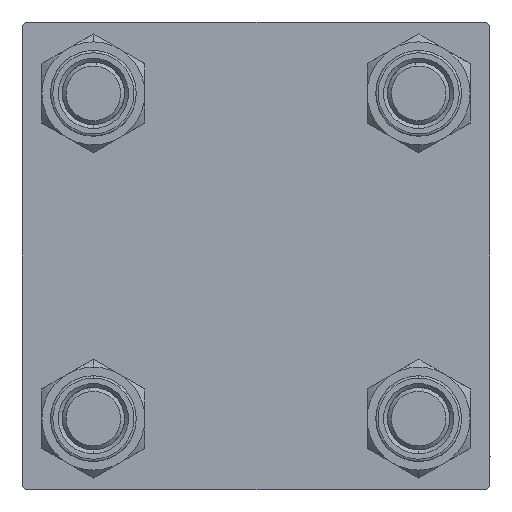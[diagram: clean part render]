
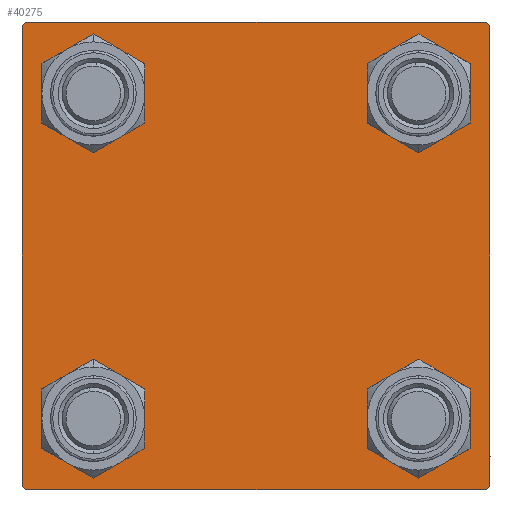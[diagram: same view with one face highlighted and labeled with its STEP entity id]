
A CAD part, left-side view. The second image highlights one B-rep face of the part: STEP entity #40275.
In plain terms, the highlighted planar face has unit normal (-1, 0, 0).
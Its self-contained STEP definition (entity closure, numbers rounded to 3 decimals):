
#2 = VERTEX_POINT ( 'NONE', #44456 ) ;
#20 = CARTESIAN_POINT ( 'NONE',  ( 0., 30., -29.5 ) ) ;
#975 = FACE_BOUND ( 'NONE', #6032, .T. ) ;
#1547 = DIRECTION ( 'NONE',  ( 0., 0., 1. ) ) ;
#1799 = CARTESIAN_POINT ( 'NONE',  ( 0., 20.85, -16.35 ) ) ;
#1848 = ORIENTED_EDGE ( 'NONE', *, *, #40397, .T. ) ;
#2282 = LINE ( 'NONE', #33285, #41470 ) ;
#2633 = CARTESIAN_POINT ( 'NONE',  ( 0., 29.75, -29.75 ) ) ;
#2866 = DIRECTION ( 'NONE',  ( 1., 0., 0. ) ) ;
#2885 = CARTESIAN_POINT ( 'NONE',  ( 0., -30., 29.5 ) ) ;
#3082 = CARTESIAN_POINT ( 'NONE',  ( 0., -20.85, -20.85 ) ) ;
#3088 = CARTESIAN_POINT ( 'NONE',  ( 0., 20.85, 20.85 ) ) ;
#3225 = CARTESIAN_POINT ( 'NONE',  ( 0., 29.75, 29.75 ) ) ;
#3341 = EDGE_LOOP ( 'NONE', ( #21689, #39574, #23734, #22001, #11976, #18922, #26723, #1848 ) ) ;
#4649 = VECTOR ( 'NONE', #44662, 1000. ) ;
#4664 = CARTESIAN_POINT ( 'NONE',  ( 0., 30., 30. ) ) ;
#4781 = FACE_OUTER_BOUND ( 'NONE', #3341, .T. ) ;
#5893 = DIRECTION ( 'NONE',  ( 0., 0., 1. ) ) ;
#6032 = EDGE_LOOP ( 'NONE', ( #43225, #16213 ) ) ;
#7507 = CARTESIAN_POINT ( 'NONE',  ( 0., 30., 30. ) ) ;
#7665 = CIRCLE ( 'NONE', #49046, 4.5 ) ;
#8591 = FACE_BOUND ( 'NONE', #48717, .T. ) ;
#8640 = CARTESIAN_POINT ( 'NONE',  ( 0., -20.85, -25.35 ) ) ;
#9821 = EDGE_CURVE ( 'NONE', #42254, #48905, #40661, .T. ) ;
#10182 = EDGE_CURVE ( 'NONE', #2, #29529, #2282, .T. ) ;
#10209 = DIRECTION ( 'NONE',  ( 0., 0., 1. ) ) ;
#10480 = DIRECTION ( 'NONE',  ( 1., 0., 0. ) ) ;
#11099 = EDGE_CURVE ( 'NONE', #47412, #28770, #14748, .T. ) ;
#11536 = EDGE_LOOP ( 'NONE', ( #33224, #22986 ) ) ;
#11593 = VERTEX_POINT ( 'NONE', #27367 ) ;
#11976 = ORIENTED_EDGE ( 'NONE', *, *, #37576, .F. ) ;
#12045 = DIRECTION ( 'NONE',  ( 0., -1., 0. ) ) ;
#12085 = EDGE_CURVE ( 'NONE', #21300, #2, #44051, .T. ) ;
#12204 = EDGE_CURVE ( 'NONE', #29529, #22912, #30300, .T. ) ;
#13138 = VECTOR ( 'NONE', #22209, 1000. ) ;
#13682 = CIRCLE ( 'NONE', #18557, 4.5 ) ;
#14023 = CARTESIAN_POINT ( 'NONE',  ( 0., -20.85, 20.85 ) ) ;
#14190 = CARTESIAN_POINT ( 'NONE',  ( 0., -29.75, 29.75 ) ) ;
#14280 = DIRECTION ( 'NONE',  ( 1., 0., 0. ) ) ;
#14748 = CIRCLE ( 'NONE', #23687, 4.5 ) ;
#14750 = EDGE_CURVE ( 'NONE', #42820, #21300, #22777, .T. ) ;
#15255 = EDGE_CURVE ( 'NONE', #42657, #27083, #40690, .T. ) ;
#16213 = ORIENTED_EDGE ( 'NONE', *, *, #43019, .T. ) ;
#16462 = ORIENTED_EDGE ( 'NONE', *, *, #9821, .T. ) ;
#16517 = CARTESIAN_POINT ( 'NONE',  ( 0., 20.85, 25.35 ) ) ;
#18391 = CARTESIAN_POINT ( 'NONE',  ( 0., -29.75, -29.75 ) ) ;
#18557 = AXIS2_PLACEMENT_3D ( 'NONE', #41071, #24830, #40815 ) ;
#18753 = LINE ( 'NONE', #14190, #41843 ) ;
#18808 = AXIS2_PLACEMENT_3D ( 'NONE', #14023, #44516, #5893 ) ;
#18922 = ORIENTED_EDGE ( 'NONE', *, *, #29109, .T. ) ;
#18997 = DIRECTION ( 'NONE',  ( 0., 0., -1. ) ) ;
#20293 = PLANE ( 'NONE',  #40321 ) ;
#20540 = CARTESIAN_POINT ( 'NONE',  ( 0., 20.85, 20.85 ) ) ;
#20864 = CIRCLE ( 'NONE', #47607, 4.5 ) ;
#21300 = VERTEX_POINT ( 'NONE', #20 ) ;
#21689 = ORIENTED_EDGE ( 'NONE', *, *, #14750, .T. ) ;
#22001 = ORIENTED_EDGE ( 'NONE', *, *, #12204, .T. ) ;
#22209 = DIRECTION ( 'NONE',  ( 0., -0.707, 0.707 ) ) ;
#22777 = LINE ( 'NONE', #7507, #46360 ) ;
#22815 = CARTESIAN_POINT ( 'NONE',  ( 0., -30., 30. ) ) ;
#22912 = VERTEX_POINT ( 'NONE', #47782 ) ;
#22986 = ORIENTED_EDGE ( 'NONE', *, *, #31180, .T. ) ;
#23003 = CARTESIAN_POINT ( 'NONE',  ( 0., -29.5, -30. ) ) ;
#23687 = AXIS2_PLACEMENT_3D ( 'NONE', #24182, #32293, #1547 ) ;
#23734 = ORIENTED_EDGE ( 'NONE', *, *, #10182, .T. ) ;
#24182 = CARTESIAN_POINT ( 'NONE',  ( 0., 20.85, -20.85 ) ) ;
#24830 = DIRECTION ( 'NONE',  ( 1., 0., 0. ) ) ;
#24838 = VERTEX_POINT ( 'NONE', #2885 ) ;
#25592 = VECTOR ( 'NONE', #12045, 1000. ) ;
#26128 = DIRECTION ( 'NONE',  ( 0., 0.707, 0.707 ) ) ;
#26628 = CIRCLE ( 'NONE', #47692, 4.5 ) ;
#26723 = ORIENTED_EDGE ( 'NONE', *, *, #36048, .F. ) ;
#27083 = VERTEX_POINT ( 'NONE', #40529 ) ;
#27367 = CARTESIAN_POINT ( 'NONE',  ( 0., -20.85, -16.35 ) ) ;
#27904 = DIRECTION ( 'NONE',  ( 0., 0., 1. ) ) ;
#27907 = FACE_BOUND ( 'NONE', #11536, .T. ) ;
#28770 = VERTEX_POINT ( 'NONE', #1799 ) ;
#29109 = EDGE_CURVE ( 'NONE', #24838, #32911, #18753, .T. ) ;
#29529 = VERTEX_POINT ( 'NONE', #23003 ) ;
#29802 = CARTESIAN_POINT ( 'NONE',  ( 0., 29.5, 30. ) ) ;
#29859 = CARTESIAN_POINT ( 'NONE',  ( 0., -29.5, 30. ) ) ;
#30137 = DIRECTION ( 'NONE',  ( 0., 0., -1. ) ) ;
#30159 = LINE ( 'NONE', #3225, #4649 ) ;
#30300 = LINE ( 'NONE', #18391, #13138 ) ;
#31180 = EDGE_CURVE ( 'NONE', #27083, #42657, #20864, .T. ) ;
#31665 = EDGE_CURVE ( 'NONE', #48905, #42254, #40440, .T. ) ;
#31965 = CARTESIAN_POINT ( 'NONE',  ( 0., 0., 0. ) ) ;
#32089 = LINE ( 'NONE', #4664, #25592 ) ;
#32293 = DIRECTION ( 'NONE',  ( 1., 0., 0. ) ) ;
#32331 = AXIS2_PLACEMENT_3D ( 'NONE', #20540, #32462, #27904 ) ;
#32462 = DIRECTION ( 'NONE',  ( 1., 0., 0. ) ) ;
#32911 = VERTEX_POINT ( 'NONE', #29859 ) ;
#33132 = EDGE_CURVE ( 'NONE', #11593, #46041, #7665, .T. ) ;
#33224 = ORIENTED_EDGE ( 'NONE', *, *, #15255, .T. ) ;
#33285 = CARTESIAN_POINT ( 'NONE',  ( 0., 30., -30. ) ) ;
#34185 = AXIS2_PLACEMENT_3D ( 'NONE', #3088, #14280, #37399 ) ;
#35090 = VECTOR ( 'NONE', #48107, 1000. ) ;
#36023 = DIRECTION ( 'NONE',  ( 0., 0., 1. ) ) ;
#36048 = EDGE_CURVE ( 'NONE', #36904, #32911, #32089, .T. ) ;
#36126 = CARTESIAN_POINT ( 'NONE',  ( 0., 30., 29.5 ) ) ;
#36904 = VERTEX_POINT ( 'NONE', #29802 ) ;
#36949 = CARTESIAN_POINT ( 'NONE',  ( 0., -20.85, 25.35 ) ) ;
#36970 = VECTOR ( 'NONE', #18997, 1000. ) ;
#37352 = ORIENTED_EDGE ( 'NONE', *, *, #11099, .T. ) ;
#37399 = DIRECTION ( 'NONE',  ( 0., 0., 1. ) ) ;
#37404 = CARTESIAN_POINT ( 'NONE',  ( 0., -20.85, 20.85 ) ) ;
#37469 = ORIENTED_EDGE ( 'NONE', *, *, #43710, .T. ) ;
#37576 = EDGE_CURVE ( 'NONE', #24838, #22912, #46171, .T. ) ;
#37672 = CARTESIAN_POINT ( 'NONE',  ( 0., -20.85, -20.85 ) ) ;
#39574 = ORIENTED_EDGE ( 'NONE', *, *, #12085, .T. ) ;
#40275 = ADVANCED_FACE ( 'NONE', ( #27907, #975, #43390, #8591, #4781 ), #20293, .T. ) ;
#40321 = AXIS2_PLACEMENT_3D ( 'NONE', #31965, #47459, #36023 ) ;
#40397 = EDGE_CURVE ( 'NONE', #36904, #42820, #30159, .T. ) ;
#40440 = CIRCLE ( 'NONE', #32331, 4.5 ) ;
#40529 = CARTESIAN_POINT ( 'NONE',  ( 0., -20.85, 16.35 ) ) ;
#40661 = CIRCLE ( 'NONE', #34185, 4.5 ) ;
#40690 = CIRCLE ( 'NONE', #18808, 4.5 ) ;
#40815 = DIRECTION ( 'NONE',  ( 0., 0., 1. ) ) ;
#41071 = CARTESIAN_POINT ( 'NONE',  ( 0., 20.85, -20.85 ) ) ;
#41129 = ORIENTED_EDGE ( 'NONE', *, *, #31665, .T. ) ;
#41470 = VECTOR ( 'NONE', #48767, 1000. ) ;
#41843 = VECTOR ( 'NONE', #26128, 1000. ) ;
#41940 = DIRECTION ( 'NONE',  ( 0., 0., 1. ) ) ;
#42239 = CARTESIAN_POINT ( 'NONE',  ( 0., 20.85, -25.35 ) ) ;
#42254 = VERTEX_POINT ( 'NONE', #16517 ) ;
#42657 = VERTEX_POINT ( 'NONE', #36949 ) ;
#42820 = VERTEX_POINT ( 'NONE', #36126 ) ;
#43019 = EDGE_CURVE ( 'NONE', #46041, #11593, #26628, .T. ) ;
#43225 = ORIENTED_EDGE ( 'NONE', *, *, #33132, .T. ) ;
#43390 = FACE_BOUND ( 'NONE', #48005, .T. ) ;
#43710 = EDGE_CURVE ( 'NONE', #28770, #47412, #13682, .T. ) ;
#44051 = LINE ( 'NONE', #2633, #35090 ) ;
#44456 = CARTESIAN_POINT ( 'NONE',  ( 0., 29.5, -30. ) ) ;
#44516 = DIRECTION ( 'NONE',  ( 1., 0., 0. ) ) ;
#44662 = DIRECTION ( 'NONE',  ( 0., 0.707, -0.707 ) ) ;
#45352 = CARTESIAN_POINT ( 'NONE',  ( 0., 20.85, 16.35 ) ) ;
#45549 = DIRECTION ( 'NONE',  ( 0., 0., 1. ) ) ;
#46041 = VERTEX_POINT ( 'NONE', #8640 ) ;
#46171 = LINE ( 'NONE', #22815, #36970 ) ;
#46360 = VECTOR ( 'NONE', #30137, 1000. ) ;
#47412 = VERTEX_POINT ( 'NONE', #42239 ) ;
#47459 = DIRECTION ( 'NONE',  ( -1., 0., 0. ) ) ;
#47607 = AXIS2_PLACEMENT_3D ( 'NONE', #37404, #10480, #41940 ) ;
#47692 = AXIS2_PLACEMENT_3D ( 'NONE', #3082, #49320, #10209 ) ;
#47782 = CARTESIAN_POINT ( 'NONE',  ( 0., -30., -29.5 ) ) ;
#48005 = EDGE_LOOP ( 'NONE', ( #37469, #37352 ) ) ;
#48107 = DIRECTION ( 'NONE',  ( 0., -0.707, -0.707 ) ) ;
#48717 = EDGE_LOOP ( 'NONE', ( #16462, #41129 ) ) ;
#48767 = DIRECTION ( 'NONE',  ( 0., -1., 0. ) ) ;
#48905 = VERTEX_POINT ( 'NONE', #45352 ) ;
#49046 = AXIS2_PLACEMENT_3D ( 'NONE', #37672, #2866, #45549 ) ;
#49320 = DIRECTION ( 'NONE',  ( 1., 0., 0. ) ) ;
